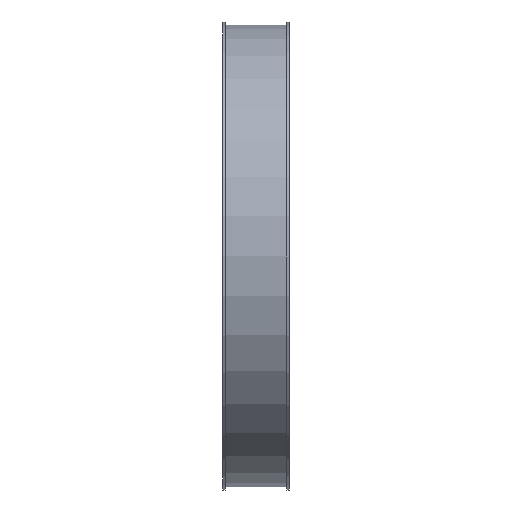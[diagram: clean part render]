
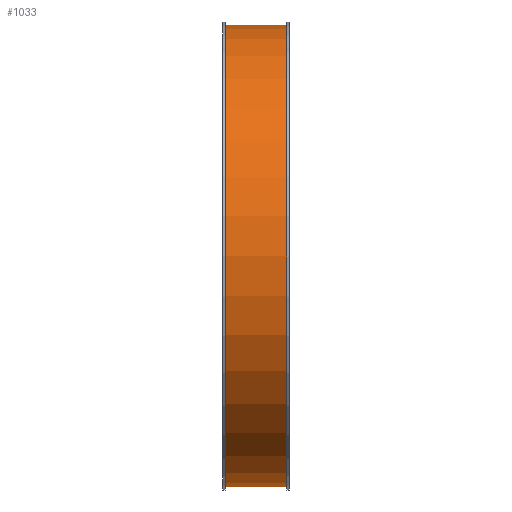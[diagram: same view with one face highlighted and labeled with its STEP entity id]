
A CAD part, left-side view. The second image highlights one B-rep face of the part: STEP entity #1033.
In plain terms, the highlighted cylindrical face has radius 96.52 mm (diameter 193.04 mm), a partial arc.
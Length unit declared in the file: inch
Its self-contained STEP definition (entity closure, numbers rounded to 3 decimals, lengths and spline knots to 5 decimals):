
#301 = CIRCLE ( 'NONE', #7707, 3.8 ) ;
#396 = CYLINDRICAL_SURFACE ( 'NONE', #5573, 3.8 ) ;
#412 = FACE_OUTER_BOUND ( 'NONE', #4506, .T. ) ;
#753 = EDGE_CURVE ( 'NONE', #3447, #4512, #4209, .T. ) ;
#1033 = ADVANCED_FACE ( 'NONE', ( #412 ), #396, .T. ) ;
#1150 = EDGE_CURVE ( 'NONE', #3540, #3419, #301, .T. ) ;
#1152 = VECTOR ( 'NONE', #7075, 39.37008 ) ;
#1162 = LINE ( 'NONE', #7371, #1152 ) ;
#1437 = AXIS2_PLACEMENT_3D ( 'NONE', #7140, #2618, #4555 ) ;
#2229 = ORIENTED_EDGE ( 'NONE', *, *, #753, .T. ) ;
#2306 = ORIENTED_EDGE ( 'NONE', *, *, #6036, .T. ) ;
#2480 = ORIENTED_EDGE ( 'NONE', *, *, #1150, .F. ) ;
#2517 = DIRECTION ( 'NONE',  ( 0., -1., 0. ) ) ;
#2618 = DIRECTION ( 'NONE',  ( 0., -1., 0. ) ) ;
#2742 = ORIENTED_EDGE ( 'NONE', *, *, #5187, .F. ) ;
#2820 = DIRECTION ( 'NONE',  ( 0., 0., -1. ) ) ;
#2842 = DIRECTION ( 'NONE',  ( 0., 0., -1. ) ) ;
#3419 = VERTEX_POINT ( 'NONE', #3603 ) ;
#3447 = VERTEX_POINT ( 'NONE', #3685 ) ;
#3540 = VERTEX_POINT ( 'NONE', #7367 ) ;
#3603 = CARTESIAN_POINT ( 'NONE',  ( 0., 0.04, -3.8 ) ) ;
#3685 = CARTESIAN_POINT ( 'NONE',  ( 0., 1.06, 3.8 ) ) ;
#3874 = DIRECTION ( 'NONE',  ( 0., -1., 0. ) ) ;
#3920 = LINE ( 'NONE', #4125, #7731 ) ;
#4125 = CARTESIAN_POINT ( 'NONE',  ( 0., 0., -3.8 ) ) ;
#4209 = CIRCLE ( 'NONE', #1437, 3.8 ) ;
#4506 = EDGE_LOOP ( 'NONE', ( #2742, #2229, #2306, #2480 ) ) ;
#4512 = VERTEX_POINT ( 'NONE', #7682 ) ;
#4555 = DIRECTION ( 'NONE',  ( 0., 0., -1. ) ) ;
#5187 = EDGE_CURVE ( 'NONE', #3447, #3540, #1162, .T. ) ;
#5573 = AXIS2_PLACEMENT_3D ( 'NONE', #7168, #2517, #2820 ) ;
#6036 = EDGE_CURVE ( 'NONE', #4512, #3419, #3920, .T. ) ;
#6412 = DIRECTION ( 'NONE',  ( 0., -1., 0. ) ) ;
#7075 = DIRECTION ( 'NONE',  ( 0., -1., 0. ) ) ;
#7140 = CARTESIAN_POINT ( 'NONE',  ( 0., 1.06, 0. ) ) ;
#7168 = CARTESIAN_POINT ( 'NONE',  ( 0., 0., 0. ) ) ;
#7367 = CARTESIAN_POINT ( 'NONE',  ( 0., 0.04, 3.8 ) ) ;
#7371 = CARTESIAN_POINT ( 'NONE',  ( 0., 0., 3.8 ) ) ;
#7682 = CARTESIAN_POINT ( 'NONE',  ( 0., 1.06, -3.8 ) ) ;
#7685 = CARTESIAN_POINT ( 'NONE',  ( 0., 0.04, 0. ) ) ;
#7707 = AXIS2_PLACEMENT_3D ( 'NONE', #7685, #3874, #2842 ) ;
#7731 = VECTOR ( 'NONE', #6412, 39.37008 ) ;
